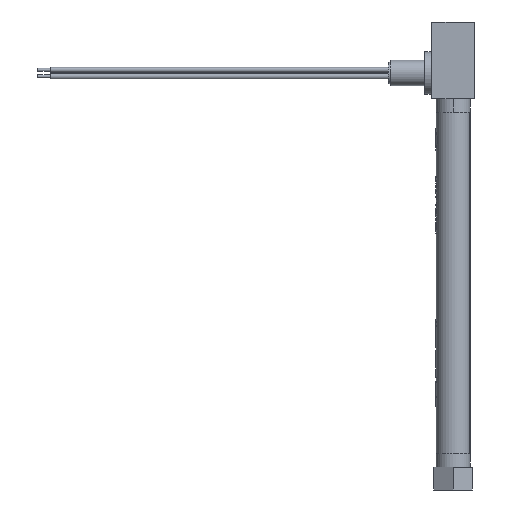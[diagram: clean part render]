
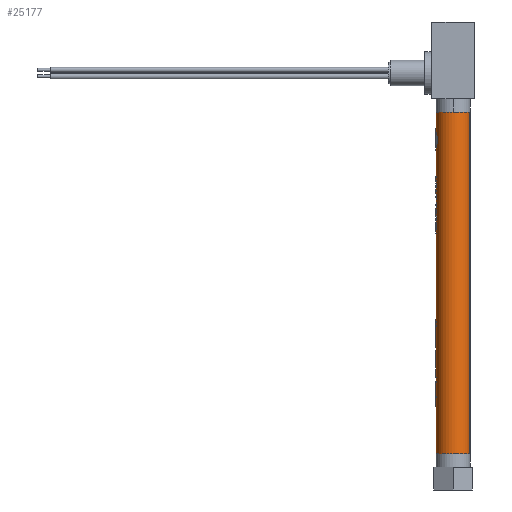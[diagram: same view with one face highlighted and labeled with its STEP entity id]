
A CAD part, left-side view. The second image highlights one B-rep face of the part: STEP entity #25177.
In plain terms, the highlighted cylindrical face has radius 6.35 mm (diameter 12.7 mm), a partial arc.
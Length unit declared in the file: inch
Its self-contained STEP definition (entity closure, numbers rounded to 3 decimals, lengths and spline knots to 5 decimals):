
#427 = VERTEX_POINT ( 'NONE', #29091 ) ;
#1700 = VERTEX_POINT ( 'NONE', #19981 ) ;
#6957 = CARTESIAN_POINT ( 'NONE',  ( 0.06586, 0.24117, -5.59 ) ) ;
#7753 = DIRECTION ( 'NONE',  ( 0., 0., 1. ) ) ;
#7991 = EDGE_LOOP ( 'NONE', ( #39875, #33177, #35128, #37774 ) ) ;
#8756 = DIRECTION ( 'NONE',  ( 0., 0., 1. ) ) ;
#8868 = VECTOR ( 'NONE', #10049, 39.37008 ) ;
#8949 = LINE ( 'NONE', #6957, #8868 ) ;
#10049 = DIRECTION ( 'NONE',  ( 0., 0., 1. ) ) ;
#10703 = AXIS2_PLACEMENT_3D ( 'NONE', #27539, #8756, #30611 ) ;
#11682 = CIRCLE ( 'NONE', #10703, 0.25 ) ;
#12265 = CYLINDRICAL_SURFACE ( 'NONE', #12926, 0.25 ) ;
#12926 = AXIS2_PLACEMENT_3D ( 'NONE', #38548, #7753, #13961 ) ;
#13961 = DIRECTION ( 'NONE',  ( -0.263, -0.965, 0. ) ) ;
#14596 = LINE ( 'NONE', #20454, #14666 ) ;
#14666 = VECTOR ( 'NONE', #17406, 39.37008 ) ;
#15368 = DIRECTION ( 'NONE',  ( 0., 0., -1. ) ) ;
#17406 = DIRECTION ( 'NONE',  ( 0., 0., 1. ) ) ;
#18762 = EDGE_CURVE ( 'NONE', #31340, #427, #14596, .T. ) ;
#19981 = CARTESIAN_POINT ( 'NONE',  ( 0.06586, 0.24117, -5.59 ) ) ;
#20454 = CARTESIAN_POINT ( 'NONE',  ( -0.06586, -0.24117, -5.59 ) ) ;
#21900 = CARTESIAN_POINT ( 'NONE',  ( 0.06586, 0.24117, -0.575 ) ) ;
#24796 = CIRCLE ( 'NONE', #37901, 0.25 ) ;
#25177 = ADVANCED_FACE ( 'NONE', ( #35096 ), #12265, .T. ) ;
#27539 = CARTESIAN_POINT ( 'NONE',  ( 0., 0., -5.59 ) ) ;
#27957 = EDGE_CURVE ( 'NONE', #1700, #31340, #11682, .T. ) ;
#28805 = CARTESIAN_POINT ( 'NONE',  ( -0.06586, -0.24117, -5.59 ) ) ;
#29091 = CARTESIAN_POINT ( 'NONE',  ( -0.06586, -0.24117, -0.575 ) ) ;
#30611 = DIRECTION ( 'NONE',  ( -0.263, -0.965, 0. ) ) ;
#31340 = VERTEX_POINT ( 'NONE', #28805 ) ;
#32842 = EDGE_CURVE ( 'NONE', #427, #33999, #24796, .T. ) ;
#33177 = ORIENTED_EDGE ( 'NONE', *, *, #27957, .T. ) ;
#33999 = VERTEX_POINT ( 'NONE', #21900 ) ;
#34026 = CARTESIAN_POINT ( 'NONE',  ( 0., 0., -0.575 ) ) ;
#35096 = FACE_OUTER_BOUND ( 'NONE', #7991, .T. ) ;
#35128 = ORIENTED_EDGE ( 'NONE', *, *, #18762, .T. ) ;
#37033 = DIRECTION ( 'NONE',  ( -0.263, -0.965, 0. ) ) ;
#37774 = ORIENTED_EDGE ( 'NONE', *, *, #32842, .T. ) ;
#37901 = AXIS2_PLACEMENT_3D ( 'NONE', #34026, #15368, #37033 ) ;
#38114 = EDGE_CURVE ( 'NONE', #1700, #33999, #8949, .T. ) ;
#38548 = CARTESIAN_POINT ( 'NONE',  ( 0., 0., -5.59 ) ) ;
#39875 = ORIENTED_EDGE ( 'NONE', *, *, #38114, .F. ) ;
